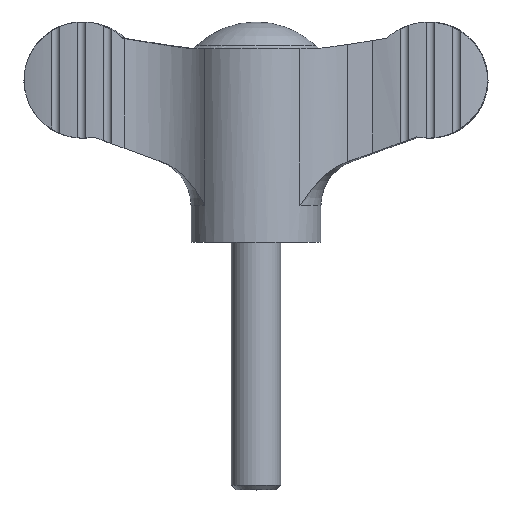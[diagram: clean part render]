
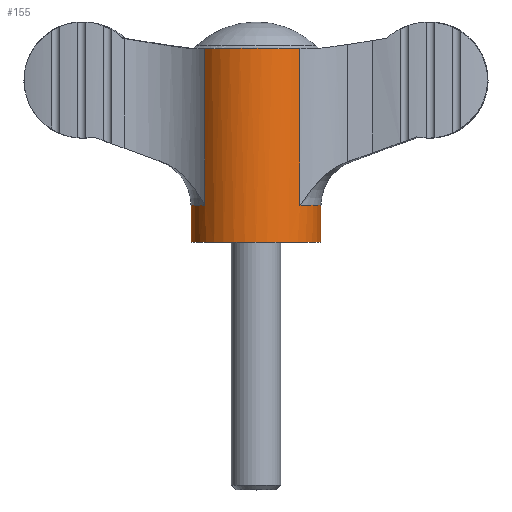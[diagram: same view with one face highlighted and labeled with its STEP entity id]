
A CAD part, top view. The second image highlights one B-rep face of the part: STEP entity #155.
In plain terms, the highlighted cylindrical face has radius 10.5 mm (diameter 21 mm), a full revolution.
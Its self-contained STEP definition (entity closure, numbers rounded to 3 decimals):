
#155 = ADVANCED_FACE( '', ( #317, #318 ), #319, .T. );
#317 = FACE_OUTER_BOUND( '', #483, .T. );
#318 = FACE_OUTER_BOUND( '', #484, .T. );
#319 = CYLINDRICAL_SURFACE( '', #485, 10.5 );
#483 = EDGE_LOOP( '', ( #888 ) );
#484 = EDGE_LOOP( '', ( #889, #890, #891, #892, #893, #894, #895, #896 ) );
#485 = AXIS2_PLACEMENT_3D( '', #897, #898, #899 );
#888 = ORIENTED_EDGE( '', *, *, #1170, .F. );
#889 = ORIENTED_EDGE( '', *, *, #1105, .T. );
#890 = ORIENTED_EDGE( '', *, *, #1142, .F. );
#891 = ORIENTED_EDGE( '', *, *, #1168, .F. );
#892 = ORIENTED_EDGE( '', *, *, #1147, .T. );
#893 = ORIENTED_EDGE( '', *, *, #1015, .T. );
#894 = ORIENTED_EDGE( '', *, *, #1135, .F. );
#895 = ORIENTED_EDGE( '', *, *, #1167, .F. );
#896 = ORIENTED_EDGE( '', *, *, #1023, .T. );
#897 = CARTESIAN_POINT( '', ( 0., 0., 0. ) );
#898 = DIRECTION( '', ( 0., 1., 0. ) );
#899 = DIRECTION( '', ( 0., 0., -1. ) );
#1015 = EDGE_CURVE( '', #1217, #1215, #1218, .T. );
#1023 = EDGE_CURVE( '', #1221, #1230, #1232, .T. );
#1105 = EDGE_CURVE( '', #1230, #1363, #1365, .T. );
#1135 = EDGE_CURVE( '', #1407, #1215, #1409, .T. );
#1142 = EDGE_CURVE( '', #1417, #1363, #1419, .T. );
#1147 = EDGE_CURVE( '', #1424, #1217, #1426, .T. );
#1167 = EDGE_CURVE( '', #1221, #1407, #1446, .T. );
#1168 = EDGE_CURVE( '', #1424, #1417, #1447, .T. );
#1170 = EDGE_CURVE( '', #1449, #1449, #1450, .T. );
#1215 = VERTEX_POINT( '', #1565 );
#1217 = VERTEX_POINT( '', #1583 );
#1218 = CIRCLE( '', #1584, 10.5 );
#1221 = VERTEX_POINT( '', #1602 );
#1230 = VERTEX_POINT( '', #1637 );
#1232 = LINE( '', #1654, #1655 );
#1363 = VERTEX_POINT( '', #2070 );
#1365 = CIRCLE( '', #2088, 10.5 );
#1407 = VERTEX_POINT( '', #2297 );
#1409 = LINE( '', #2304, #2305 );
#1417 = VERTEX_POINT( '', #2318 );
#1419 = LINE( '', #2325, #2326 );
#1424 = VERTEX_POINT( '', #2339 );
#1426 = LINE( '', #2346, #2347 );
#1446 = CIRCLE( '', #2398, 10.5 );
#1447 = CIRCLE( '', #2399, 10.5 );
#1449 = VERTEX_POINT( '', #2401 );
#1450 = CIRCLE( '', #2402, 10.5 );
#1565 = CARTESIAN_POINT( '', ( -7.109, 5.998, -7.728 ) );
#1583 = CARTESIAN_POINT( '', ( -8.303, 5.998, 6.427 ) );
#1584 = AXIS2_PLACEMENT_3D( '', #2481, #2482, #2483 );
#1602 = CARTESIAN_POINT( '', ( 8.303, 31.308, -6.427 ) );
#1637 = CARTESIAN_POINT( '', ( 8.303, 5.998, -6.427 ) );
#1654 = CARTESIAN_POINT( '', ( 8.303, 87.7, -6.427 ) );
#1655 = VECTOR( '', #2485, 1000. );
#2070 = CARTESIAN_POINT( '', ( 7.109, 5.998, 7.728 ) );
#2088 = AXIS2_PLACEMENT_3D( '', #2526, #2527, #2528 );
#2297 = CARTESIAN_POINT( '', ( -7.109, 31.308, -7.728 ) );
#2304 = CARTESIAN_POINT( '', ( -7.109, 87.7, -7.728 ) );
#2305 = VECTOR( '', #2538, 1000. );
#2318 = CARTESIAN_POINT( '', ( 7.109, 31.308, 7.728 ) );
#2325 = CARTESIAN_POINT( '', ( 7.109, 87.7, 7.728 ) );
#2326 = VECTOR( '', #2541, 1000. );
#2339 = CARTESIAN_POINT( '', ( -8.303, 31.308, 6.427 ) );
#2346 = CARTESIAN_POINT( '', ( -8.303, 87.7, 6.427 ) );
#2347 = VECTOR( '', #2543, 1000. );
#2398 = AXIS2_PLACEMENT_3D( '', #2551, #2552, #2553 );
#2399 = AXIS2_PLACEMENT_3D( '', #2554, #2555, #2556 );
#2401 = CARTESIAN_POINT( '', ( 0., 0., -10.5 ) );
#2402 = AXIS2_PLACEMENT_3D( '', #2557, #2558, #2559 );
#2481 = CARTESIAN_POINT( '', ( 0., 5.998, 0. ) );
#2482 = DIRECTION( '', ( 0., -1., 0. ) );
#2483 = DIRECTION( '', ( 0., 0., -1. ) );
#2485 = DIRECTION( '', ( 0., -1., 0. ) );
#2526 = CARTESIAN_POINT( '', ( 0., 5.998, 0. ) );
#2527 = DIRECTION( '', ( 0., -1., 0. ) );
#2528 = DIRECTION( '', ( 0., 0., -1. ) );
#2538 = DIRECTION( '', ( 0., -1., 0. ) );
#2541 = DIRECTION( '', ( 0., -1., 0. ) );
#2543 = DIRECTION( '', ( 0., -1., 0. ) );
#2551 = CARTESIAN_POINT( '', ( 0., 31.308, 0. ) );
#2552 = DIRECTION( '', ( 0., 1., 0. ) );
#2553 = DIRECTION( '', ( 0., 0., 1. ) );
#2554 = CARTESIAN_POINT( '', ( 0., 31.308, 0. ) );
#2555 = DIRECTION( '', ( 0., 1., 0. ) );
#2556 = DIRECTION( '', ( 0., 0., 1. ) );
#2557 = CARTESIAN_POINT( '', ( 0., 0., 0. ) );
#2558 = DIRECTION( '', ( 0., -1., 0. ) );
#2559 = DIRECTION( '', ( 0., 0., -1. ) );
